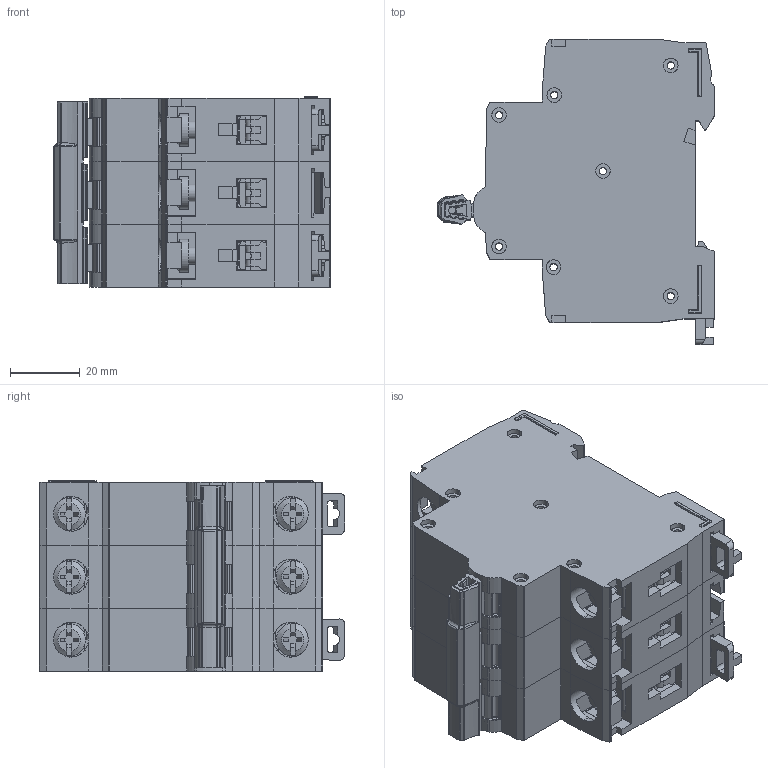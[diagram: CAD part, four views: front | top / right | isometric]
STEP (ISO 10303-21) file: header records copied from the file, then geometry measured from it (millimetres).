
FILE_DESCRIPTION (( 'STEP AP203' ), '1' );
FILE_NAME ('GMCB-3C-32.step', '2020-06-16T20:54:20', ( '' ), ( '' ), 'SwSTEP 2.0', 'SolidWorks 2019', '' );
FILE_SCHEMA (( 'CONFIG_CONTROL_DESIGN' ));
Products named in the file (1): GMCB-3C-32
Bounding box: 79.19 x 87.32 x 54.4 mm (x, y, z)
Volume: 212363.6 mm3; surface area: 86336.7 mm2
Topology: 30 solids, 30 shells, 4248 faces, 12044 edges, 7634 vertices
Faces by surface type: plane 2458, cylinder 1319, bspline 438, cone 24, torus 9
Entity records: 152169 total; most frequent: CARTESIAN_POINT 45098, ORIENTED_EDGE 23648, DIRECTION 20819, EDGE_CURVE 11824, LINE 8123, VECTOR 8123, VERTEX_POINT 7634, AXIS2_PLACEMENT_3D 6348
